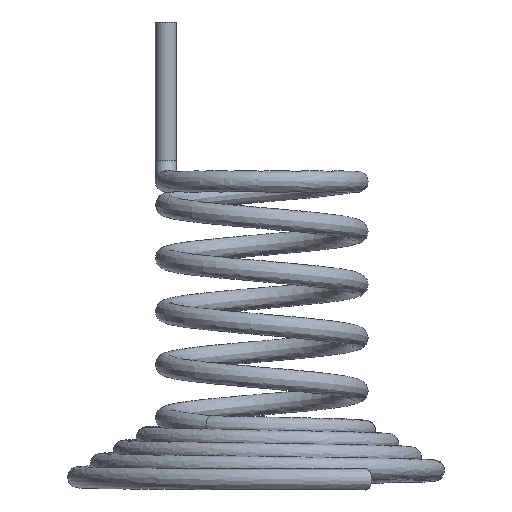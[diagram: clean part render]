
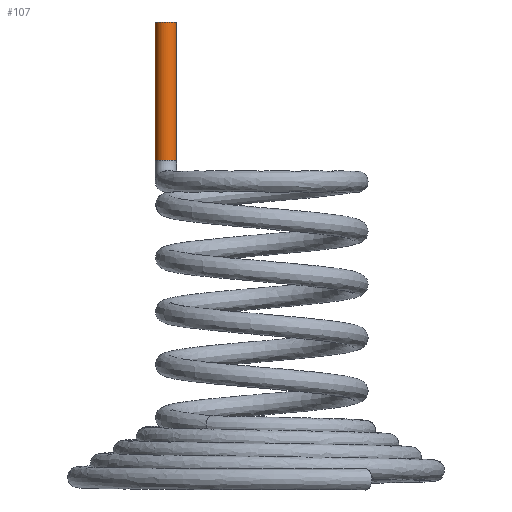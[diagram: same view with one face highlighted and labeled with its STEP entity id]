
A CAD part, top view. The second image highlights one B-rep face of the part: STEP entity #107.
In plain terms, the highlighted cylindrical face has radius 0.2 mm (diameter 0.4 mm), a full revolution.
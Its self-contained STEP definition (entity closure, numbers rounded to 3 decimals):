
#16=LINE('',#954,#17);
#17=VECTOR('',#153,0.2);
#18=CIRCLE('',#133,0.2);
#19=CIRCLE('',#134,0.2);
#20=CIRCLE('',#135,0.2);
#21=CIRCLE('',#136,0.2);
#22=CIRCLE('',#137,0.2);
#26=CYLINDRICAL_SURFACE('',#132,0.2);
#31=FACE_OUTER_BOUND('',#37,.T.);
#37=EDGE_LOOP('',(#80,#81,#82,#83,#84,#85,#86));
#51=VERTEX_POINT('',#949);
#52=VERTEX_POINT('',#950);
#53=VERTEX_POINT('',#953);
#54=VERTEX_POINT('',#955);
#55=VERTEX_POINT('',#957);
#63=EDGE_CURVE('',#51,#52,#18,.T.);
#64=EDGE_CURVE('',#52,#51,#19,.T.);
#65=EDGE_CURVE('',#52,#53,#16,.T.);
#66=EDGE_CURVE('',#53,#54,#20,.T.);
#67=EDGE_CURVE('',#54,#55,#21,.T.);
#68=EDGE_CURVE('',#55,#53,#22,.T.);
#80=ORIENTED_EDGE('',*,*,#63,.F.);
#81=ORIENTED_EDGE('',*,*,#64,.F.);
#82=ORIENTED_EDGE('',*,*,#65,.T.);
#83=ORIENTED_EDGE('',*,*,#66,.T.);
#84=ORIENTED_EDGE('',*,*,#67,.T.);
#85=ORIENTED_EDGE('',*,*,#68,.T.);
#86=ORIENTED_EDGE('',*,*,#65,.F.);
#107=ADVANCED_FACE('',(#31),#26,.T.);
#132=AXIS2_PLACEMENT_3D('',#948,#147,#148);
#133=AXIS2_PLACEMENT_3D('',#951,#149,#150);
#134=AXIS2_PLACEMENT_3D('',#952,#151,#152);
#135=AXIS2_PLACEMENT_3D('',#956,#154,#155);
#136=AXIS2_PLACEMENT_3D('',#958,#156,#157);
#137=AXIS2_PLACEMENT_3D('',#959,#158,#159);
#147=DIRECTION('center_axis',(0.,1.,0.));
#148=DIRECTION('ref_axis',(-1.,0.,0.));
#149=DIRECTION('center_axis',(0.,1.,0.));
#150=DIRECTION('ref_axis',(-1.,0.,0.));
#151=DIRECTION('center_axis',(0.,1.,0.));
#152=DIRECTION('ref_axis',(-1.,0.,0.));
#153=DIRECTION('',(0.,-1.,0.));
#154=DIRECTION('center_axis',(0.,1.,0.));
#155=DIRECTION('ref_axis',(-1.,0.,0.));
#156=DIRECTION('center_axis',(0.,1.,0.));
#157=DIRECTION('ref_axis',(-1.,0.,0.));
#158=DIRECTION('center_axis',(0.,1.,0.));
#159=DIRECTION('ref_axis',(-1.,0.,0.));
#948=CARTESIAN_POINT('Origin',(-1.8,0.4,-0.4));
#949=CARTESIAN_POINT('',(-2.,3.,-0.4));
#950=CARTESIAN_POINT('',(-1.6,3.,-0.4));
#951=CARTESIAN_POINT('Origin',(-1.8,3.,-0.4));
#952=CARTESIAN_POINT('Origin',(-1.8,3.,-0.4));
#953=CARTESIAN_POINT('',(-1.6,0.4,-0.4));
#954=CARTESIAN_POINT('',(-1.6,0.4,-0.4));
#955=CARTESIAN_POINT('',(-2.,0.4,-0.4));
#956=CARTESIAN_POINT('Origin',(-1.8,0.4,-0.4));
#957=CARTESIAN_POINT('',(-1.8,0.4,-0.2));
#958=CARTESIAN_POINT('Origin',(-1.8,0.4,-0.4));
#959=CARTESIAN_POINT('Origin',(-1.8,0.4,-0.4));
